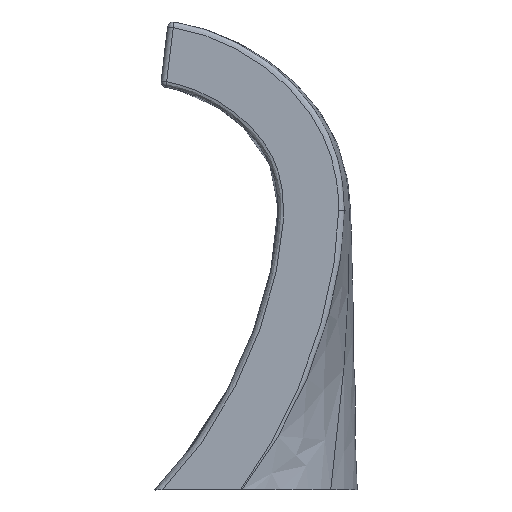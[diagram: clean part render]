
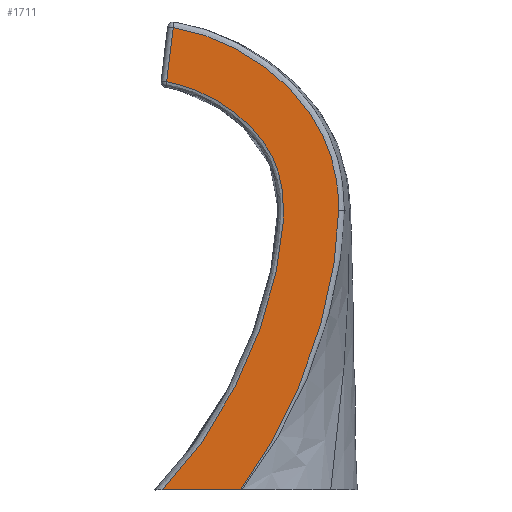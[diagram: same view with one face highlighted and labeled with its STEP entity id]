
A CAD part, left-side view. The second image highlights one B-rep face of the part: STEP entity #1711.
In plain terms, the highlighted planar face has unit normal (-1, 0, 0).
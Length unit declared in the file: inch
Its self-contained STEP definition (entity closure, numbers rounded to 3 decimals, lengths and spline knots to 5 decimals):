
#48=CARTESIAN_POINT('',(-0.81,0.14684,0.));
#305=DIRECTION('',(0.,-1.,0.));
#306=VECTOR('',#305,0.41581);
#307=CARTESIAN_POINT('',(-0.81,0.14684,0.));
#308=LINE('',#307,#306);
#309=CARTESIAN_POINT('',(-0.81,0.14684,0.));
#310=CARTESIAN_POINT('',(-0.81,0.09551,
0.0534));
#311=CARTESIAN_POINT('',(-0.81,-0.00332,
0.1682));
#312=CARTESIAN_POINT('',(-0.81,-0.14094,
0.36606));
#313=CARTESIAN_POINT('',(-0.81,-0.26257,
0.58709));
#314=CARTESIAN_POINT('',(-0.81,-0.34918,
0.78771));
#315=CARTESIAN_POINT('',(-0.81,-0.41134,
0.96978));
#316=CARTESIAN_POINT('',(-0.81,-0.45403,
1.13425));
#317=CARTESIAN_POINT('',(-0.81,-0.48222,
1.28257));
#318=CARTESIAN_POINT('',(-0.81,-0.49808,
1.41622));
#319=CARTESIAN_POINT('',(-0.81,-0.49999,
1.53539));
#320=CARTESIAN_POINT('',(-0.81,-0.48694,
1.63895));
#321=CARTESIAN_POINT('',(-0.81,-0.46209,
1.72521));
#322=CARTESIAN_POINT('',(-0.81,-0.42652,
1.80143));
#323=CARTESIAN_POINT('',(-0.81,-0.37219,
1.88244));
#324=CARTESIAN_POINT('',(-0.81,-0.29717,
1.96375));
#325=CARTESIAN_POINT('',(-0.81,-0.20126,
2.04106));
#326=CARTESIAN_POINT('',(-0.81,-0.0905,
2.10651));
#327=CARTESIAN_POINT('',(-0.81,0.02307,
2.15282));
#328=CARTESIAN_POINT('',(-0.81,0.09202,
2.16974));
#329=CARTESIAN_POINT('',(-0.81,0.12542,
2.17543));
#331=DIRECTION('',(0.,-0.121,0.993));
#332=VECTOR('',#331,0.29024);
#333=CARTESIAN_POINT('',(-0.81,0.12542,
2.17543));
#334=LINE('',#333,#332);
#335=CARTESIAN_POINT('',(-0.81,0.09026,
2.46354));
#336=CARTESIAN_POINT('',(-0.81,0.04546,
2.45662));
#337=CARTESIAN_POINT('',(-0.81,-0.04586,
2.43596));
#338=CARTESIAN_POINT('',(-0.81,-0.19146,
2.38081));
#339=CARTESIAN_POINT('',(-0.81,-0.33375,
2.30284));
#340=CARTESIAN_POINT('',(-0.81,-0.46235,
2.20737));
#341=CARTESIAN_POINT('',(-0.81,-0.5689,
2.10236));
#342=CARTESIAN_POINT('',(-0.81,-0.6525,
1.99256));
#343=CARTESIAN_POINT('',(-0.81,-0.71333,1.88255));
#344=CARTESIAN_POINT('',(-0.81,-0.75593,1.76909));
#345=CARTESIAN_POINT('',(-0.81,-0.78384,1.64184));
#346=CARTESIAN_POINT('',(-0.81,-0.79106,1.54182));
#347=CARTESIAN_POINT('',(-0.81,-0.79111,1.48851));
#349=CARTESIAN_POINT('',(-0.81,-0.79111,1.48851));
#350=CARTESIAN_POINT('',(-0.81,-0.79117,1.43464));
#351=CARTESIAN_POINT('',(-0.81,-0.78421,1.31968));
#352=CARTESIAN_POINT('',(-0.81,-0.75501,1.12564));
#353=CARTESIAN_POINT('',(-0.81,-0.70654,0.91));
#354=CARTESIAN_POINT('',(-0.81,-0.6282,0.66366));
#355=CARTESIAN_POINT('',(-0.81,-0.52692,0.42451));
#356=CARTESIAN_POINT('',(-0.81,-0.40727,0.20137));
#357=CARTESIAN_POINT('',(-0.81,-0.31688,0.06517));
#358=CARTESIAN_POINT('',(-0.81,-0.26898,0.));
#487=CARTESIAN_POINT('',(-0.81,-0.79111,1.48851));
#488=VERTEX_POINT('',#487);
#497=CARTESIAN_POINT('',(-0.81,0.12542,
2.17543));
#498=VERTEX_POINT('',#497);
#501=CARTESIAN_POINT('',(-0.81,0.09026,
2.46354));
#502=VERTEX_POINT('',#501);
#518=VERTEX_POINT('',#48);
#519=CARTESIAN_POINT('',(-0.81,-0.26898,0.));
#520=VERTEX_POINT('',#519);
#1697=CARTESIAN_POINT('',(-0.81,-0.61589,1.22041));
#1698=DIRECTION('',(-1.,0.,0.));
#1699=DIRECTION('',(0.,-0.993,-0.121));
#1700=AXIS2_PLACEMENT_3D('',#1697,#1698,#1699);
#1701=PLANE('',#1700);
#1702=ORIENTED_EDGE('',*,*,#636,.F.);
#1703=ORIENTED_EDGE('',*,*,#868,.T.);
#1705=ORIENTED_EDGE('',*,*,#1704,.T.);
#1707=ORIENTED_EDGE('',*,*,#1706,.T.);
#1708=ORIENTED_EDGE('',*,*,#1689,.T.);
#1709=EDGE_LOOP('',(#1702,#1703,#1705,#1707,#1708));
#1710=FACE_OUTER_BOUND('',#1709,.F.);
#1711=ADVANCED_FACE('',(#1710),#1701,.T.);
#330=B_SPLINE_CURVE_WITH_KNOTS('',3,(#309,#310,#311,#312,#313,#314,#315,#316,
#317,#318,#319,#320,#321,#322,#323,#324,#325,#326,#327,#328,#329),.UNSPECIFIED.,
.F.,.F.,(4,1,1,1,1,1,1,1,1,1,1,1,1,1,1,1,1,1,4),(0.,0.05556,
0.11111,0.16667,0.22222,0.27778,
0.33333,0.38889,0.44444,0.5,0.55556,
0.61111,0.66667,0.72222,0.77778,
0.83333,0.88889,0.94444,1.),.UNSPECIFIED.);
#348=B_SPLINE_CURVE_WITH_KNOTS('',3,(#335,#336,#337,#338,#339,#340,#341,#342,
#343,#344,#345,#346,#347),.UNSPECIFIED.,.F.,.F.,(4,1,1,1,1,1,1,1,1,1,4),(0.,
0.1,0.2,0.3,0.4,0.5,0.6,0.7,0.8,0.9,1.),.UNSPECIFIED.);
#359=B_SPLINE_CURVE_WITH_KNOTS('',3,(#349,#350,#351,#352,#353,#354,#355,#356,
#357,#358),.UNSPECIFIED.,.F.,.F.,(4,1,1,1,1,1,1,4),(0.,0.14286,
0.28571,0.42857,0.57143,0.71429,
0.85714,1.),.UNSPECIFIED.);
#636=EDGE_CURVE('',#518,#520,#308,.T.);
#868=EDGE_CURVE('',#518,#498,#330,.T.);
#1689=EDGE_CURVE('',#488,#520,#359,.T.);
#1704=EDGE_CURVE('',#498,#502,#334,.T.);
#1706=EDGE_CURVE('',#502,#488,#348,.T.);
